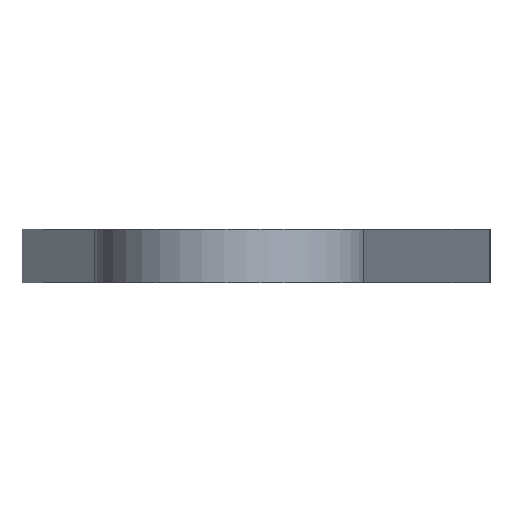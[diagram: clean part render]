
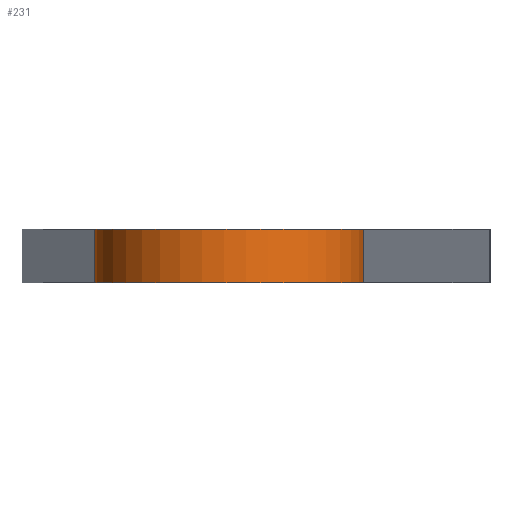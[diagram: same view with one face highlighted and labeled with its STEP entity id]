
A CAD part, left-side view. The second image highlights one B-rep face of the part: STEP entity #231.
In plain terms, the highlighted cylindrical face has radius 10.021 mm (diameter 20.041 mm), a partial arc.
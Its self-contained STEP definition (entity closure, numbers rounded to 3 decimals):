
#3 = DIRECTION ( 'NONE',  ( 0., 0., 1. ) ) ;
#24 = CARTESIAN_POINT ( 'NONE',  ( -99.014, -7.984, 2. ) ) ;
#32 = EDGE_CURVE ( 'NONE', #157, #577, #523, .T. ) ;
#39 = ORIENTED_EDGE ( 'NONE', *, *, #32, .T. ) ;
#94 = DIRECTION ( 'NONE',  ( 1., 0., 0. ) ) ;
#100 = AXIS2_PLACEMENT_3D ( 'NONE', #539, #186, #94 ) ;
#104 = CIRCLE ( 'NONE', #327, 10.021 ) ;
#111 = DIRECTION ( 'NONE',  ( -0.034, 0.999, 0. ) ) ;
#115 = CARTESIAN_POINT ( 'NONE',  ( -97.849, 1.968, -2. ) ) ;
#139 = CARTESIAN_POINT ( 'NONE',  ( -99.014, -7.984, 2. ) ) ;
#140 = CARTESIAN_POINT ( 'NONE',  ( -99.014, -7.984, -2. ) ) ;
#142 = FACE_OUTER_BOUND ( 'NONE', #241, .T. ) ;
#150 = CARTESIAN_POINT ( 'NONE',  ( -98.187, 11.983, 2. ) ) ;
#157 = VERTEX_POINT ( 'NONE', #140 ) ;
#186 = DIRECTION ( 'NONE',  ( 0., 0., 1. ) ) ;
#192 = LINE ( 'NONE', #150, #400 ) ;
#202 = CARTESIAN_POINT ( 'NONE',  ( -98.187, 11.983, 2. ) ) ;
#220 = VECTOR ( 'NONE', #349, 1000. ) ;
#231 = ADVANCED_FACE ( 'NONE', ( #142 ), #368, .T. ) ;
#240 = DIRECTION ( 'NONE',  ( -0.034, 0.999, 0. ) ) ;
#241 = EDGE_LOOP ( 'NONE', ( #39, #553, #571, #289 ) ) ;
#289 = ORIENTED_EDGE ( 'NONE', *, *, #487, .T. ) ;
#312 = VERTEX_POINT ( 'NONE', #544 ) ;
#327 = AXIS2_PLACEMENT_3D ( 'NONE', #531, #3, #240 ) ;
#349 = DIRECTION ( 'NONE',  ( 0., 0., 1. ) ) ;
#368 = CYLINDRICAL_SURFACE ( 'NONE', #100, 10.021 ) ;
#374 = CIRCLE ( 'NONE', #570, 10.021 ) ;
#377 = EDGE_CURVE ( 'NONE', #312, #534, #192, .T. ) ;
#381 = DIRECTION ( 'NONE',  ( 0., 0., 1. ) ) ;
#400 = VECTOR ( 'NONE', #381, 1000. ) ;
#445 = DIRECTION ( 'NONE',  ( 0., 0., 1. ) ) ;
#487 = EDGE_CURVE ( 'NONE', #312, #157, #374, .T. ) ;
#523 = LINE ( 'NONE', #24, #220 ) ;
#531 = CARTESIAN_POINT ( 'NONE',  ( -97.849, 1.968, 2. ) ) ;
#534 = VERTEX_POINT ( 'NONE', #202 ) ;
#539 = CARTESIAN_POINT ( 'NONE',  ( -97.849, 1.968, 0. ) ) ;
#544 = CARTESIAN_POINT ( 'NONE',  ( -98.187, 11.983, -2. ) ) ;
#548 = EDGE_CURVE ( 'NONE', #534, #577, #104, .T. ) ;
#553 = ORIENTED_EDGE ( 'NONE', *, *, #548, .F. ) ;
#570 = AXIS2_PLACEMENT_3D ( 'NONE', #115, #445, #111 ) ;
#571 = ORIENTED_EDGE ( 'NONE', *, *, #377, .F. ) ;
#577 = VERTEX_POINT ( 'NONE', #139 ) ;
